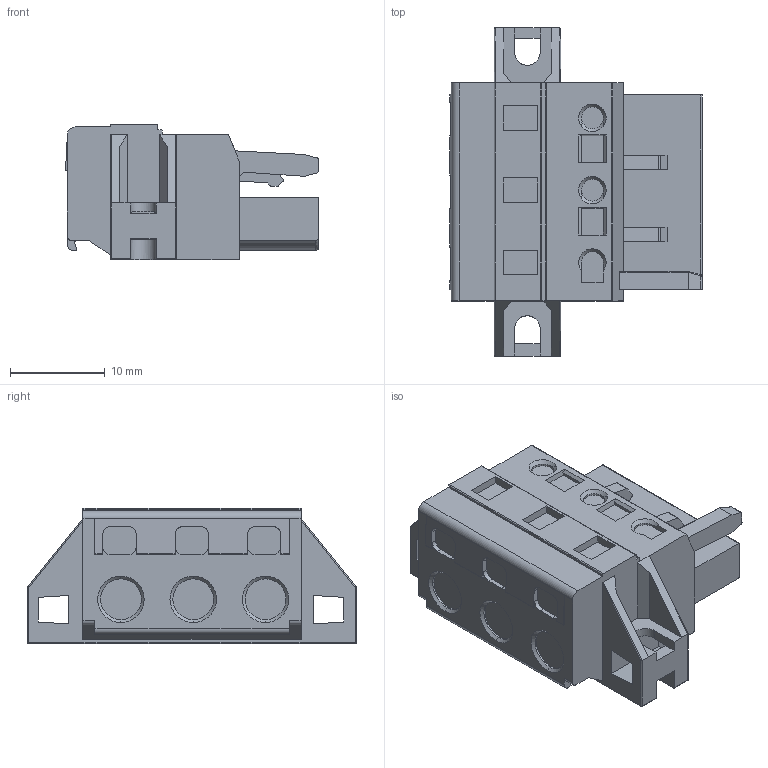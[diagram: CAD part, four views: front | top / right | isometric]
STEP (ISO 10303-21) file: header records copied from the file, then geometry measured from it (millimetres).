
FILE_DESCRIPTION((''),'2;1');
FILE_NAME('MANIFOLD_SOLID_BREP_56061','2020-06-12T',('Administrator'),(''),'PRO/ENGINEER BY PARAMETRIC TECHNOLOGY CORPORATION, 2012360','PRO/ENGINEER BY PARAMETRIC TECHNOLOGY CORPORATION, 2012360','');
FILE_SCHEMA(('CONFIG_CONTROL_DESIGN'));
Length unit declared in the file: millimetre
Products named in the file (1): MANIFOLD_SOLID_BREP_56061
Bounding box: 26.65 x 34.58 x 14.3 mm (x, y, z)
Volume: 6549.5 mm3; surface area: 3444.1 mm2
Topology: 1 solids, 3 shells, 345 faces, 1182 edges, 846 vertices
Faces by surface type: plane 192, cylinder 121, cone 17, bspline 6, sphere 4, torus 4, extrusion 1
Entity records: 13582 total; most frequent: CARTESIAN_POINT 3107, ORIENTED_EDGE 2356, DIRECTION 1999, EDGE_CURVE 1178, VECTOR 885, LINE 884, VERTEX_POINT 846, AXIS2_PLACEMENT_3D 557
